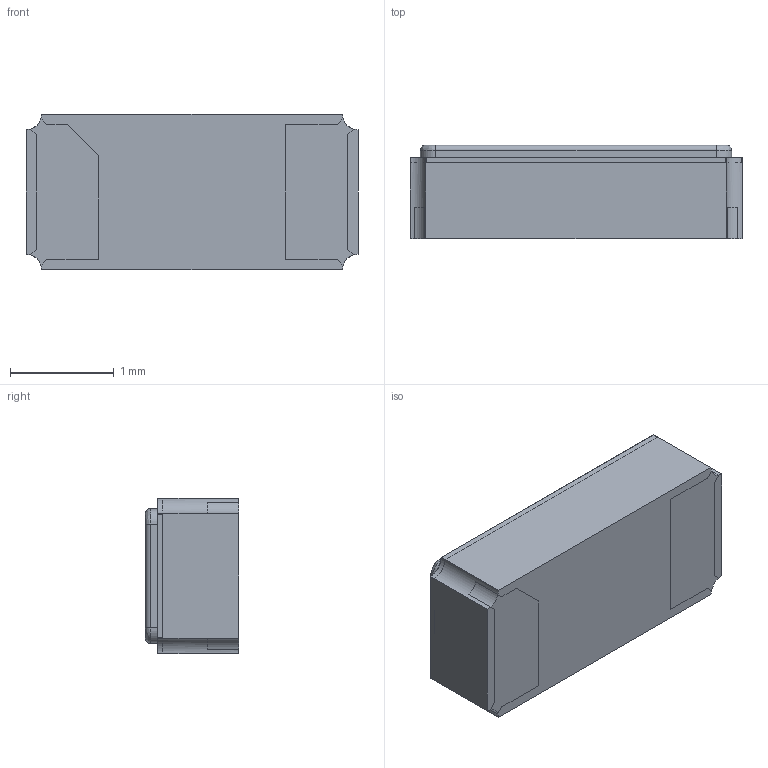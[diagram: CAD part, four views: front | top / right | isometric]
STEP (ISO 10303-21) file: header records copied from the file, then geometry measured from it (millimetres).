
FILE_DESCRIPTION (( 'STEP AP214' ), '1' );
FILE_NAME ('ECS-.327-12.5-34QCS-TR.STEP', '2024-10-31T16:22:11', ( '' ), ( '' ), 'SwSTEP 2.0', 'SolidWorks 2021', '' );
FILE_SCHEMA (( 'AUTOMOTIVE_DESIGN' ));
Length unit declared in the file: millimetre
Products named in the file (1): ECS-.327-12.5-34QCS-TR
Bounding box: 3.2 x 0.9 x 1.5 mm (x, y, z)
Volume: 4.2 mm3; surface area: 35.9 mm2
Topology: 5 solids, 5 shells, 110 faces, 286 edges, 188 vertices
Faces by surface type: plane 74, cylinder 32, bspline 4
Entity records: 3482 total; most frequent: CARTESIAN_POINT 661, ORIENTED_EDGE 572, DIRECTION 568, EDGE_CURVE 286, LINE 210, VECTOR 210, VERTEX_POINT 188, AXIS2_PLACEMENT_3D 179
